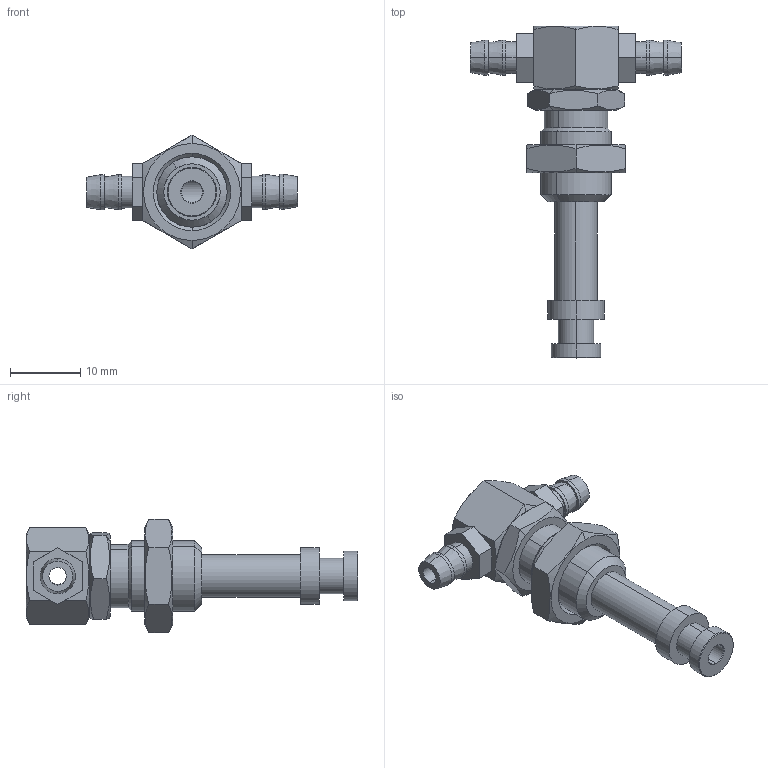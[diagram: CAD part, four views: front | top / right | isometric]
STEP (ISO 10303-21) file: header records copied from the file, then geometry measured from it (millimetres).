
FILE_DESCRIPTION (( 'STEP AP203' ), '1' );
FILE_NAME ('DL48-1007C.STEP', '2018-06-04T05:44:05', ( '' ), ( '' ), 'SwSTEP 2.0', 'SolidWorks 2014', '' );
FILE_SCHEMA (( 'CONFIG_CONTROL_DESIGN' ));
Length unit declared in the file: millimetre
Products named in the file (6): DL48-1007C; DL45-1011-040; DL50-1211C-020; M5鞠瘍苤脣郋; DL48-1007C-010; DL48-1007C-030
Assembly tree (6 placements, depth 2):
  DL48-1007C
    DL50-1211C-020
    M5鞠瘍苤脣郋  x2
    DL48-1007C-010
    DL48-1007C-030
    DL45-1011-040
Bounding box: 30.01 x 47.2 x 16.17 mm (x, y, z)
Volume: 3278.4 mm3; surface area: 4418.9 mm2
Topology: 6 solids, 6 shells, 140 faces, 304 edges, 189 vertices
Faces by surface type: plane 55, cylinder 46, cone 39
Entity records: 4091 total; most frequent: CARTESIAN_POINT 913, DIRECTION 555, ORIENTED_EDGE 496, EDGE_CURVE 248, AXIS2_PLACEMENT_3D 225, VERTEX_POINT 153, EDGE_LOOP 135, FACE_OUTER_BOUND 114
